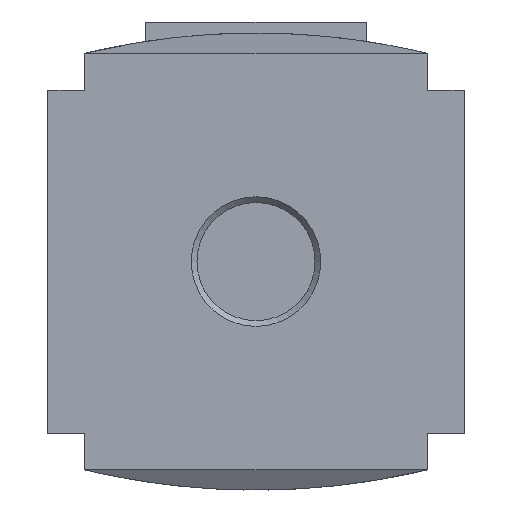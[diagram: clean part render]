
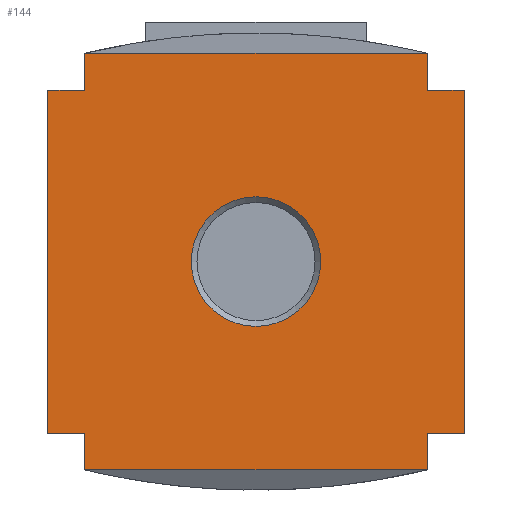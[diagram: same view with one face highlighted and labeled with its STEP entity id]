
A CAD part, front view. The second image highlights one B-rep face of the part: STEP entity #144.
In plain terms, the highlighted planar face has unit normal (0, -1, 0).
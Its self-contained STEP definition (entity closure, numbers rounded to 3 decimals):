
#144 = ADVANCED_FACE( '', ( #371, #372 ), #373, .F. );
#371 = FACE_OUTER_BOUND( '', #823, .T. );
#372 = FACE_BOUND( '', #824, .T. );
#373 = PLANE( '', #825 );
#823 = EDGE_LOOP( '', ( #1343, #1344, #1345, #1346, #1347, #1348, #1349, #1350, #1351, #1352, #1353, #1354 ) );
#824 = EDGE_LOOP( '', ( #1355 ) );
#825 = AXIS2_PLACEMENT_3D( '', #1356, #1357, #1358 );
#1343 = ORIENTED_EDGE( '', *, *, #2994, .F. );
#1344 = ORIENTED_EDGE( '', *, *, #2995, .F. );
#1345 = ORIENTED_EDGE( '', *, *, #2996, .F. );
#1346 = ORIENTED_EDGE( '', *, *, #2997, .T. );
#1347 = ORIENTED_EDGE( '', *, *, #2998, .F. );
#1348 = ORIENTED_EDGE( '', *, *, #2999, .T. );
#1349 = ORIENTED_EDGE( '', *, *, #2966, .F. );
#1350 = ORIENTED_EDGE( '', *, *, #3000, .T. );
#1351 = ORIENTED_EDGE( '', *, *, #3001, .T. );
#1352 = ORIENTED_EDGE( '', *, *, #3002, .F. );
#1353 = ORIENTED_EDGE( '', *, *, #3003, .F. );
#1354 = ORIENTED_EDGE( '', *, *, #3004, .T. );
#1355 = ORIENTED_EDGE( '', *, *, #2959, .F. );
#1356 = CARTESIAN_POINT( '', ( 0., -51., -103.36 ) );
#1357 = DIRECTION( '', ( 0., 1., 0. ) );
#1358 = DIRECTION( '', ( 0., 0., 1. ) );
#2959 = EDGE_CURVE( '', #3498, #3498, #3499, .T. );
#2966 = EDGE_CURVE( '', #3511, #3513, #3514, .T. );
#2994 = EDGE_CURVE( '', #3560, #3561, #3562, .T. );
#2995 = EDGE_CURVE( '', #3563, #3560, #3564, .T. );
#2996 = EDGE_CURVE( '', #3565, #3563, #3566, .T. );
#2997 = EDGE_CURVE( '', #3565, #3567, #3568, .T. );
#2998 = EDGE_CURVE( '', #3569, #3567, #3570, .T. );
#2999 = EDGE_CURVE( '', #3569, #3513, #3571, .T. );
#3000 = EDGE_CURVE( '', #3511, #3572, #3573, .T. );
#3001 = EDGE_CURVE( '', #3572, #3574, #3575, .T. );
#3002 = EDGE_CURVE( '', #3576, #3574, #3577, .T. );
#3003 = EDGE_CURVE( '', #3578, #3576, #3579, .T. );
#3004 = EDGE_CURVE( '', #3578, #3561, #3580, .T. );
#3498 = VERTEX_POINT( '', #4396 );
#3499 = CIRCLE( '', #4397, 13.221 );
#3511 = VERTEX_POINT( '', #4413 );
#3513 = VERTEX_POINT( '', #4416 );
#3514 = LINE( '', #4417, #4418 );
#3560 = VERTEX_POINT( '', #4478 );
#3561 = VERTEX_POINT( '', #4479 );
#3562 = LINE( '', #4480, #4481 );
#3563 = VERTEX_POINT( '', #4482 );
#3564 = LINE( '', #4483, #4484 );
#3565 = VERTEX_POINT( '', #4485 );
#3566 = LINE( '', #4486, #4487 );
#3567 = VERTEX_POINT( '', #4488 );
#3568 = LINE( '', #4489, #4490 );
#3569 = VERTEX_POINT( '', #4491 );
#3570 = LINE( '', #4492, #4493 );
#3571 = LINE( '', #4494, #4495 );
#3572 = VERTEX_POINT( '', #4496 );
#3573 = LINE( '', #4497, #4498 );
#3574 = VERTEX_POINT( '', #4499 );
#3575 = LINE( '', #4500, #4501 );
#3576 = VERTEX_POINT( '', #4502 );
#3577 = LINE( '', #4503, #4504 );
#3578 = VERTEX_POINT( '', #4505 );
#3579 = LINE( '', #4506, #4507 );
#3580 = LINE( '', #4508, #4509 );
#4396 = CARTESIAN_POINT( '', ( 0., -51., -13.221 ) );
#4397 = AXIS2_PLACEMENT_3D( '', #5724, #5725, #5726 );
#4413 = CARTESIAN_POINT( '', ( -35., -51., 35. ) );
#4416 = CARTESIAN_POINT( '', ( -35., -51., 42.5 ) );
#4417 = CARTESIAN_POINT( '', ( -35., -51., -42.5 ) );
#4418 = VECTOR( '', #5735, 1000. );
#4478 = CARTESIAN_POINT( '', ( 35., -51., -35. ) );
#4479 = CARTESIAN_POINT( '', ( 35., -51., -42.5 ) );
#4480 = CARTESIAN_POINT( '', ( 35., -51., 42.5 ) );
#4481 = VECTOR( '', #5789, 1000. );
#4482 = CARTESIAN_POINT( '', ( 42.5, -51., -35. ) );
#4483 = CARTESIAN_POINT( '', ( 42.5, -51., -35. ) );
#4484 = VECTOR( '', #5790, 1000. );
#4485 = CARTESIAN_POINT( '', ( 42.5, -51., 35. ) );
#4486 = CARTESIAN_POINT( '', ( 42.5, -51., 35. ) );
#4487 = VECTOR( '', #5791, 1000. );
#4488 = CARTESIAN_POINT( '', ( 35., -51., 35. ) );
#4489 = CARTESIAN_POINT( '', ( 42.5, -51., 35. ) );
#4490 = VECTOR( '', #5792, 1000. );
#4491 = CARTESIAN_POINT( '', ( 35., -51., 42.5 ) );
#4492 = CARTESIAN_POINT( '', ( 35., -51., 42.5 ) );
#4493 = VECTOR( '', #5793, 1000. );
#4494 = CARTESIAN_POINT( '', ( 0., -51., 42.5 ) );
#4495 = VECTOR( '', #5794, 1000. );
#4496 = CARTESIAN_POINT( '', ( -42.5, -51., 35. ) );
#4497 = CARTESIAN_POINT( '', ( 42.5, -51., 35. ) );
#4498 = VECTOR( '', #5795, 1000. );
#4499 = CARTESIAN_POINT( '', ( -42.5, -51., -35. ) );
#4500 = CARTESIAN_POINT( '', ( -42.5, -51., 35. ) );
#4501 = VECTOR( '', #5796, 1000. );
#4502 = CARTESIAN_POINT( '', ( -35., -51., -35. ) );
#4503 = CARTESIAN_POINT( '', ( 42.5, -51., -35. ) );
#4504 = VECTOR( '', #5797, 1000. );
#4505 = CARTESIAN_POINT( '', ( -35., -51., -42.5 ) );
#4506 = CARTESIAN_POINT( '', ( -35., -51., -42.5 ) );
#4507 = VECTOR( '', #5798, 1000. );
#4508 = CARTESIAN_POINT( '', ( 0., -51., -42.5 ) );
#4509 = VECTOR( '', #5799, 1000. );
#5724 = CARTESIAN_POINT( '', ( 0., -51., 0. ) );
#5725 = DIRECTION( '', ( 0., -1., 0. ) );
#5726 = DIRECTION( '', ( 0., 0., -1. ) );
#5735 = DIRECTION( '', ( 0., 0., 1. ) );
#5789 = DIRECTION( '', ( 0., 0., -1. ) );
#5790 = DIRECTION( '', ( -1., 0., 0. ) );
#5791 = DIRECTION( '', ( 0., 0., -1. ) );
#5792 = DIRECTION( '', ( -1., 0., 0. ) );
#5793 = DIRECTION( '', ( 0., 0., -1. ) );
#5794 = DIRECTION( '', ( -1., 0., 0. ) );
#5795 = DIRECTION( '', ( -1., 0., 0. ) );
#5796 = DIRECTION( '', ( 0., 0., -1. ) );
#5797 = DIRECTION( '', ( -1., 0., 0. ) );
#5798 = DIRECTION( '', ( 0., 0., 1. ) );
#5799 = DIRECTION( '', ( 1., 0., 0. ) );
